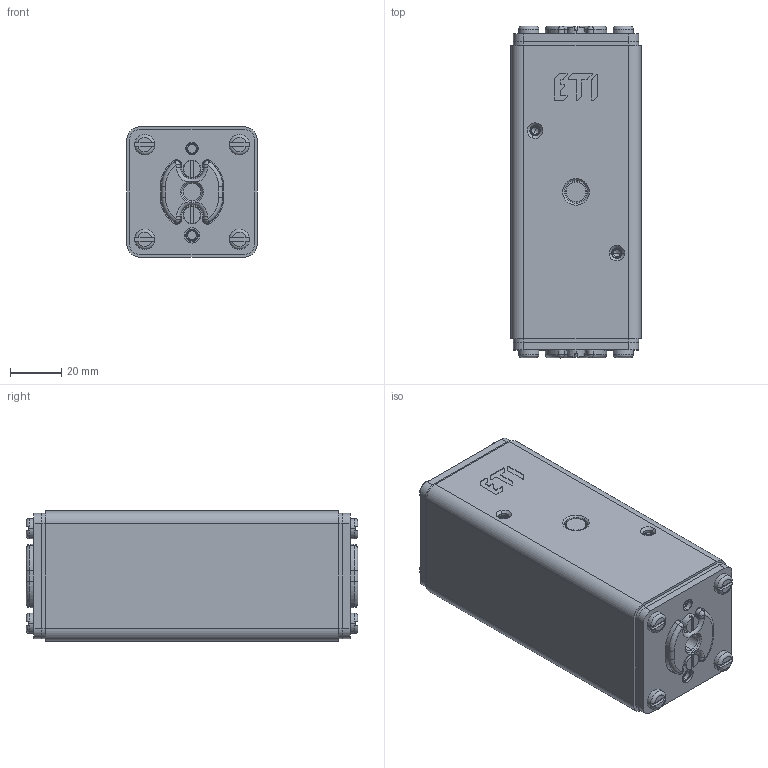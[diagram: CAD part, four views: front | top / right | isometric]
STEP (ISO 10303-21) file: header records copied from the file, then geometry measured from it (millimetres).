
FILE_DESCRIPTION((''),'2;1');
FILE_NAME('004303527_ASM','2022-08-09T13:32:54',('said.beganovic'),('Audax d.o.o.'),'CREO PARAMETRIC BY PTC INC, 2021304','CREO PARAMETRIC BY PTC INC, 2021304','');
FILE_SCHEMA(('AUTOMOTIVE_DESIGN { 1 0 10303 214 1 1 1 1 }'));
Length unit declared in the file: millimetre
Products named in the file (9): 0000031890; 0000066410; 0000056218; 0000030062; 0000011599; 0000037876; 0000015360; 0000037877; 004303527_ASM
Assembly tree (24 placements, depth 2):
  004303527_ASM
    0000031890
    0000066410  x2
    0000056218  x2
    0000030062  x2
    0000011599  x4
    0000037876  x4
    0000015360  x8
    0000037877
Bounding box: 51 x 130 x 51 mm (x, y, z)
Volume: 327590.7 mm3; surface area: 59878.1 mm2
Topology: 24 solids, 44 shells, 878 faces, 2094 edges, 1310 vertices
Faces by surface type: cylinder 389, plane 245, torus 120, cone 92, bspline 24, sphere 8
Entity records: 23509 total; most frequent: CARTESIAN_POINT 4880, DIRECTION 2292, ORIENTED_EDGE 1972, PRESENTATION_STYLE_ASSIGNMENT 1444, STYLED_ITEM 1393, CURVE_STYLE 1014, EDGE_CURVE 1014, AXIS2_PLACEMENT_3D 937
